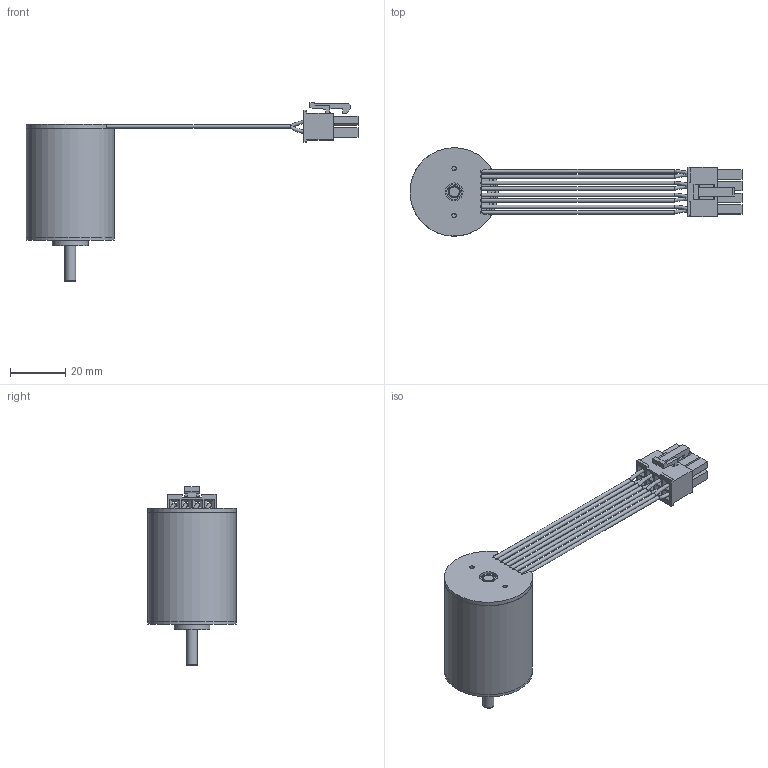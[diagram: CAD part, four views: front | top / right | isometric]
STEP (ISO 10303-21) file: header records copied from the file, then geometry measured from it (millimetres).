
FILE_DESCRIPTION (( 'STEP AP203' ), '1' );
FILE_NAME ('EC3242 3D芞.STEP', '2025-12-01T09:56:38', ( 'Windows 蚚誧' ), ( 'Organization' ), 'SwSTEP 2.0', 'SolidWorks 2020', '' );
FILE_SCHEMA (( 'CONFIG_CONTROL_DESIGN' ));
Length unit declared in the file: millimetre
Products named in the file (8): 01.06.0020 粣創NMB-1240ZZ; 01.02.0215 綴傷裔; EC3242 3Dͼ; 01.07.0106 踡椎儂褲; 01.14.0121 傷赽盄; 01.10.0192 粣; 01.06.0011 粣創NMB-940ZZ; 01.01.0272 ヶ傷裔
Assembly tree (7 placements, depth 2):
  EC3242 3Dͼ
    01.07.0106 踡椎儂褲
    01.01.0272 ヶ傷裔
    01.02.0215 綴傷裔
    01.10.0192 粣
    01.06.0020 粣創NMB-1240ZZ
    01.06.0011 粣創NMB-940ZZ
    01.14.0121 傷赽盄
Bounding box: 120.29 x 32 x 64.79 mm (x, y, z)
Volume: 13472.5 mm3; surface area: 19676 mm2
Topology: 12 solids, 12 shells, 494 faces, 1244 edges, 808 vertices
Faces by surface type: plane 395, cylinder 76, torus 10, bspline 8, cone 5
Full cylindrical faces by diameter (mm): 0.6 x8, 1.3 x8, 1.6 x2, 2.5 x4, 4 x3, 5.5 x2, 5.62 x2, 6.5 x2, 7.5 x2, 9 x2, 9.99 x2, 12 x3, 13 x1, 16 x1, 27 x1, 29 x2, 30 x2, 30.1 x1, 30.3 x1, 32 x2
Entity records: 15300 total; most frequent: CARTESIAN_POINT 2832, ORIENTED_EDGE 2308, DIRECTION 2306, EDGE_CURVE 1154, VECTOR 966, LINE 966, VERTEX_POINT 790, AXIS2_PLACEMENT_3D 670
